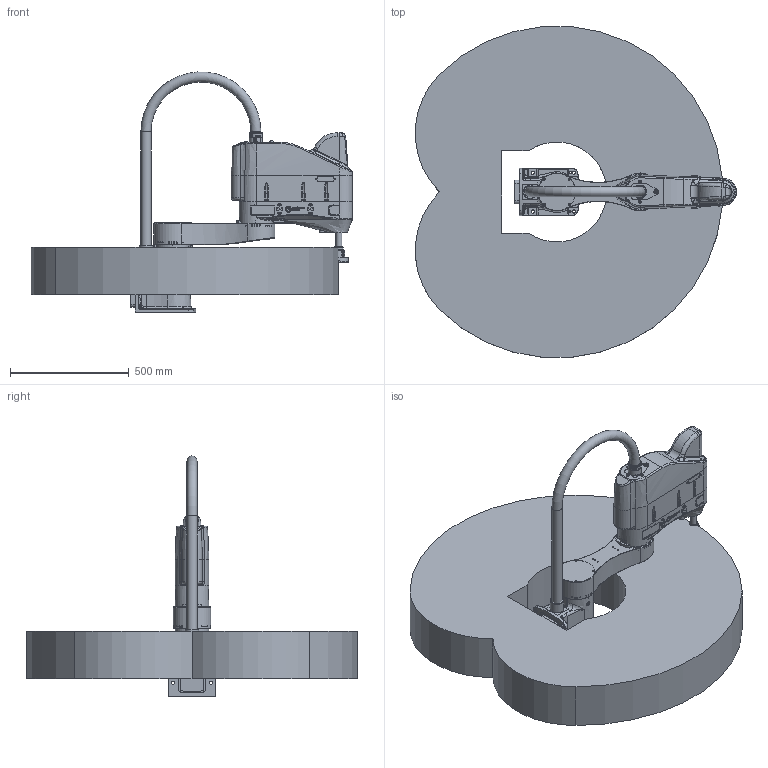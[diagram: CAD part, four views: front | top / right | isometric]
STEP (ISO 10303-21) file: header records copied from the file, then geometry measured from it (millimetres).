
FILE_DESCRIPTION(/* description */ ('Norm.iam Teamplte'),/* implementation_level */ '2;1');
FILE_NAME(/* name */ '3D-model_AT_00020.stp',/* time_stamp */ '2022-08-30T13:31:13+02:00',/* author */ ('julien.ihle'),/* organization */ (''),/* preprocessor_version */ 'ST-DEVELOPER v16.5',/* originating_system */ 'Autodesk Inventor 2017',/* authorisation */ '');
FILE_SCHEMA (('AUTOMOTIVE_DESIGN { 1 0 10303 214 3 1 1 }'));
Products named in the file (8): AT_00020_DUMMY sCara4-700-6kg; MT_WST00109279 Dummy Grundgestell; MT_WST00109347 Dummy Schwinge; MT_WST00109395 Dummy Arm; MT_WST00109391 Dummy Werkzeugträger; MT_WST00110995 Halterung; MT_WST00110968 Kabelbaum; MT_WST00109312 Arbeitsbereich
Assembly tree (7 placements, depth 2):
  AT_00020_DUMMY sCara4-700-6kg
    MT_WST00109279 Dummy Grundgestell
    MT_WST00109347 Dummy Schwinge
    MT_WST00109395 Dummy Arm
    MT_WST00109391 Dummy Werkzeugträger
    MT_WST00110995 Halterung
    MT_WST00110968 Kabelbaum
    MT_WST00109312 Arbeitsbereich
Bounding box: 1353.66 x 1394.67 x 1012.22 mm (x, y, z)
Volume: 294767217.4 mm3; surface area: 5511538.1 mm2
Topology: 9 solids, 11 shells, 2286 faces, 5748 edges, 3647 vertices
Faces by surface type: plane 879, cylinder 626, bspline 513, cone 173, torus 77, sphere 18
Full cylindrical faces by diameter (mm): 3.242 x50, 3.8 x1, 4 x1, 4.134 x12, 4.917 x13, 5.8 x1, 6 x3, 6.6 x2, 7 x4, 7.6 x14, 8 x2, 8.5 x16, 10 x2, 11.6 x3, 13.5 x9, 14 x1, 16 x1, 17.5 x1, 18 x1, 20 x1, 25 x2, 33 x1, 35 x4, 35.6 x1, 36 x1, 38.3 x1, 39 x1, 40 x1, 42.2 x1, 42.8 x2
Entity records: 86793 total; most frequent: CARTESIAN_POINT 34301, ORIENTED_EDGE 10458, DIRECTION 9812, EDGE_CURVE 5229, AXIS2_PLACEMENT_3D 3734, VERTEX_POINT 3495, EDGE_LOOP 2876, LINE 2344
